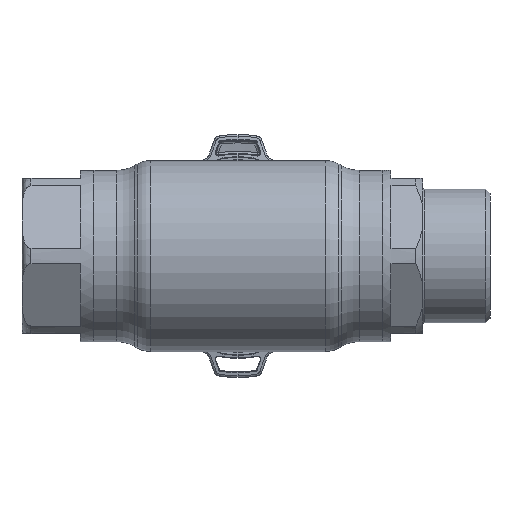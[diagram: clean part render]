
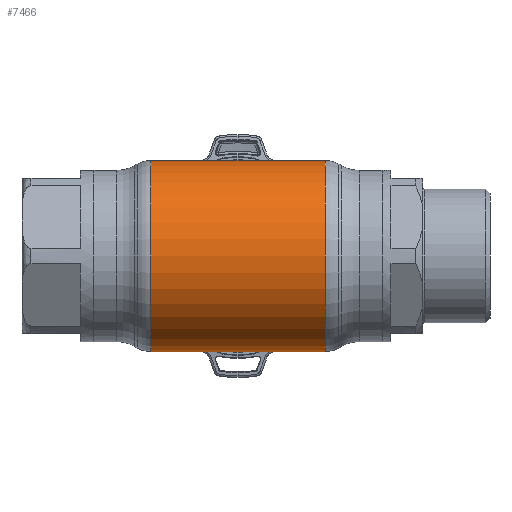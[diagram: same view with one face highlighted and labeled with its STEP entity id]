
A CAD part, front view. The second image highlights one B-rep face of the part: STEP entity #7466.
In plain terms, the highlighted cylindrical face has radius 42.5 mm (diameter 85 mm), a partial arc.
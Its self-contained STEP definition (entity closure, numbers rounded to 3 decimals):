
#418 = DIRECTION ( 'NONE',  ( -1., 0., 0. ) ) ;
#983 = ORIENTED_EDGE ( 'NONE', *, *, #1797, .T. ) ;
#1797 = EDGE_CURVE ( 'NONE', #17319, #11067, #32435, .T. ) ;
#2536 = CIRCLE ( 'NONE', #18762, 42.5 ) ;
#2868 = DIRECTION ( 'NONE',  ( -1., 0., 0. ) ) ;
#3015 = ORIENTED_EDGE ( 'NONE', *, *, #13078, .F. ) ;
#3341 = CARTESIAN_POINT ( 'NONE',  ( 38.749, 0., -42.5 ) ) ;
#5052 = EDGE_CURVE ( 'NONE', #11003, #17319, #2536, .T. ) ;
#5271 = DIRECTION ( 'NONE',  ( -1., 0., 0. ) ) ;
#7466 = ADVANCED_FACE ( 'NONE', ( #12871 ), #10741, .T. ) ;
#7603 = CARTESIAN_POINT ( 'NONE',  ( -62.69, 0., 0. ) ) ;
#7784 = DIRECTION ( 'NONE',  ( 0., 0., 1. ) ) ;
#8229 = CARTESIAN_POINT ( 'NONE',  ( -38.749, 0., -42.5 ) ) ;
#8594 = CARTESIAN_POINT ( 'NONE',  ( -38.749, 0., 42.5 ) ) ;
#10402 = DIRECTION ( 'NONE',  ( -1., 0., 0. ) ) ;
#10741 = CYLINDRICAL_SURFACE ( 'NONE', #17583, 42.5 ) ;
#11003 = VERTEX_POINT ( 'NONE', #3341 ) ;
#11067 = VERTEX_POINT ( 'NONE', #8594 ) ;
#11390 = DIRECTION ( 'NONE',  ( 0., 0., 1. ) ) ;
#11756 = CIRCLE ( 'NONE', #31714, 42.5 ) ;
#12231 = ORIENTED_EDGE ( 'NONE', *, *, #28322, .F. ) ;
#12373 = LINE ( 'NONE', #24347, #19014 ) ;
#12871 = FACE_OUTER_BOUND ( 'NONE', #31013, .T. ) ;
#13078 = EDGE_CURVE ( 'NONE', #11003, #19671, #12373, .T. ) ;
#14835 = CARTESIAN_POINT ( 'NONE',  ( -62.69, 0., 42.5 ) ) ;
#17319 = VERTEX_POINT ( 'NONE', #20788 ) ;
#17583 = AXIS2_PLACEMENT_3D ( 'NONE', #7603, #10402, #30830 ) ;
#18499 = ORIENTED_EDGE ( 'NONE', *, *, #5052, .T. ) ;
#18762 = AXIS2_PLACEMENT_3D ( 'NONE', #23237, #2868, #7784 ) ;
#19014 = VECTOR ( 'NONE', #22368, 1000. ) ;
#19671 = VERTEX_POINT ( 'NONE', #8229 ) ;
#20788 = CARTESIAN_POINT ( 'NONE',  ( 38.749, 0., 42.5 ) ) ;
#22368 = DIRECTION ( 'NONE',  ( -1., 0., 0. ) ) ;
#22904 = CARTESIAN_POINT ( 'NONE',  ( -38.749, 0., 0. ) ) ;
#23237 = CARTESIAN_POINT ( 'NONE',  ( 38.749, 0., 0. ) ) ;
#24347 = CARTESIAN_POINT ( 'NONE',  ( -62.69, 0., -42.5 ) ) ;
#26496 = VECTOR ( 'NONE', #5271, 1000. ) ;
#28322 = EDGE_CURVE ( 'NONE', #19671, #11067, #11756, .T. ) ;
#30830 = DIRECTION ( 'NONE',  ( 0., 0., 1. ) ) ;
#31013 = EDGE_LOOP ( 'NONE', ( #3015, #18499, #983, #12231 ) ) ;
#31714 = AXIS2_PLACEMENT_3D ( 'NONE', #22904, #418, #11390 ) ;
#32435 = LINE ( 'NONE', #14835, #26496 ) ;
